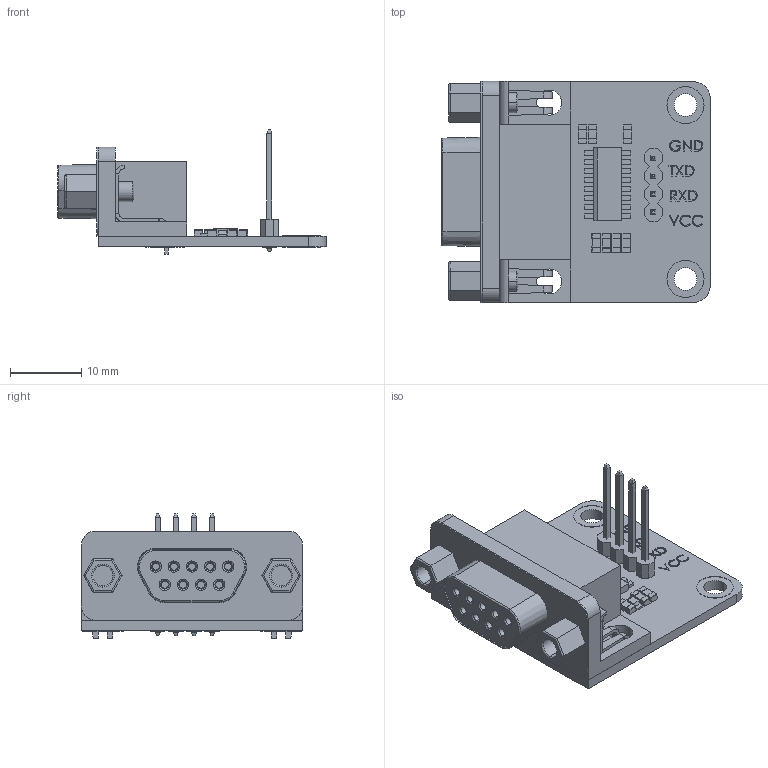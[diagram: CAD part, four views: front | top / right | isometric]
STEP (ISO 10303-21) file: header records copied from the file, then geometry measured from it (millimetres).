
FILE_DESCRIPTION (( 'STEP AP214' ), '1' );
FILE_NAME ('RS232_DYN2.STEP', '2020-07-30T11:27:57', ( '' ), ( '' ), 'SwSTEP 2.0', 'SolidWorks 2020', '' );
FILE_SCHEMA (( 'AUTOMOTIVE_DESIGN' ));
Length unit declared in the file: millimetre
Products named in the file (1): RS232_DYN2
Bounding box: 37.7 x 31 x 17.4 mm (x, y, z)
Volume: 5506.4 mm3; surface area: 6414.7 mm2
Topology: 22 solids, 22 shells, 850 faces, 2082 edges, 1322 vertices
Faces by surface type: plane 591, bspline 107, cylinder 96, cone 30, torus 26
Entity records: 36160 total; most frequent: CARTESIAN_POINT 10876, ORIENTED_EDGE 4164, DIRECTION 3546, EDGE_CURVE 2082, VECTOR 1582, LINE 1582, VERTEX_POINT 1322, AXIS2_PLACEMENT_3D 982
